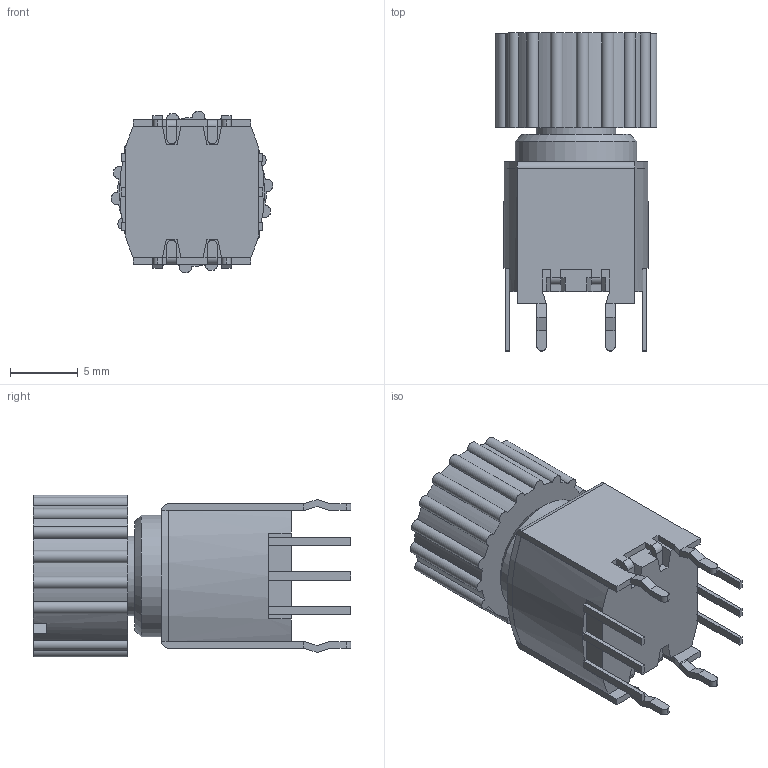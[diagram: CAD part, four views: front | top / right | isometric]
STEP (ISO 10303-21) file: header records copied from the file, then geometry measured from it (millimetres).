
FILE_DESCRIPTION (( 'STEP AP214' ), '1' );
FILE_NAME ('NR01103ANG13-1C.STEP', '2022-01-21T04:10:10', ( '' ), ( '' ), 'SwSTEP 2.0', 'SolidWorks 2017', '' );
FILE_SCHEMA (( 'AUTOMOTIVE_DESIGN' ));
Length unit declared in the file: millimetre
Products named in the file (1): NR01103ANG13-1C
Bounding box: 11.95 x 23.5 x 11.95 mm (x, y, z)
Volume: 1806.6 mm3; surface area: 2159.9 mm2
Topology: 10 solids, 10 shells, 234 faces, 616 edges, 405 vertices
Faces by surface type: plane 159, cylinder 71, torus 3, cone 1
Full cylindrical faces by diameter (mm): 2.54 x1, 3.86 x1, 5.89 x1, 5.9 x1, 9 x1
Entity records: 7277 total; most frequent: CARTESIAN_POINT 1274, DIRECTION 1228, ORIENTED_EDGE 1214, EDGE_CURVE 607, VECTOR 444, LINE 444, VERTEX_POINT 402, AXIS2_PLACEMENT_3D 392
